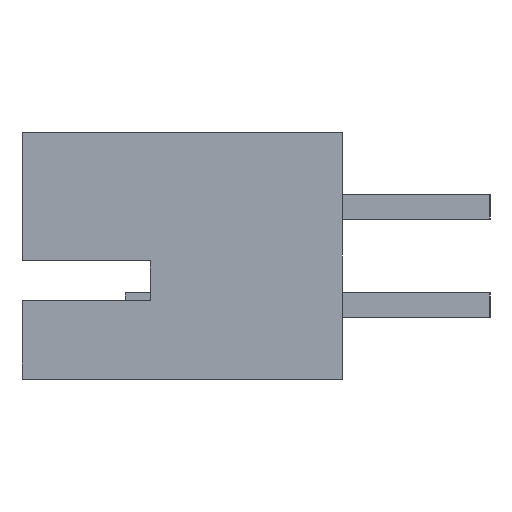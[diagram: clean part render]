
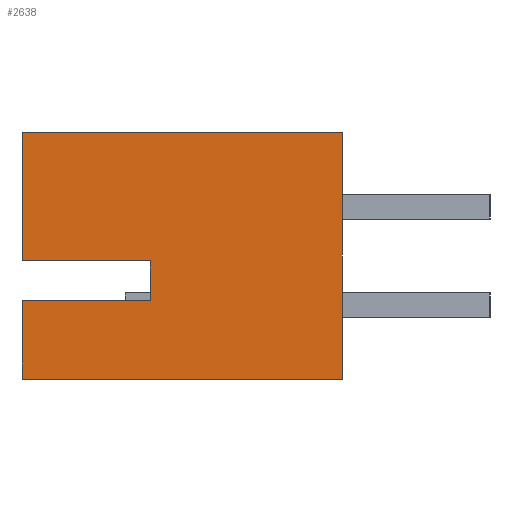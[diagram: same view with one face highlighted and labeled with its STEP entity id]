
A CAD part, left-side view. The second image highlights one B-rep face of the part: STEP entity #2638.
In plain terms, the highlighted planar face has unit normal (-1, 0, 0).
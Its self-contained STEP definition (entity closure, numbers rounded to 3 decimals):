
#1918 = CARTESIAN_POINT ( 'NONE',  ( -10.95, 6.5, -0.9 ) ) ;
#1919 = DIRECTION ( 'NONE',  ( 0., 0., 1. ) ) ;
#1920 = VECTOR ( 'NONE', #1919, 1000. ) ;
#1921 = CARTESIAN_POINT ( 'NONE',  ( -10.95, 6.5, 2.5 ) ) ;
#1922 = LINE ( 'NONE', #1921, #1920 ) ;
#1975 = CARTESIAN_POINT ( 'NONE',  ( -10.95, 6.5, -0.1 ) ) ;
#1992 = CARTESIAN_POINT ( 'NONE',  ( -10.95, 6.5, -2.5 ) ) ;
#2405 = EDGE_CURVE ( 'NONE', #2541, #2425, #5400, .T. ) ;
#2425 = VERTEX_POINT ( 'NONE', #5479 ) ;
#2534 = EDGE_CURVE ( 'NONE', #10169, #2541, #5694, .T. ) ;
#2541 = VERTEX_POINT ( 'NONE', #5674 ) ;
#2592 = ORIENTED_EDGE ( 'NONE', *, *, #2647, .F. ) ;
#2595 = ORIENTED_EDGE ( 'NONE', *, *, #10144, .F. ) ;
#2596 = ORIENTED_EDGE ( 'NONE', *, *, #2603, .F. ) ;
#2603 = EDGE_CURVE ( 'NONE', #2650, #2635, #5828, .T. ) ;
#2605 = ORIENTED_EDGE ( 'NONE', *, *, #2534, .F. ) ;
#2618 = ORIENTED_EDGE ( 'NONE', *, *, #2405, .F. ) ;
#2629 = EDGE_LOOP ( 'NONE', ( #2592, #2595, #2637, #2646, #2618, #2605, #2643, #2596 ) ) ;
#2635 = VERTEX_POINT ( 'NONE', #5928 ) ;
#2637 = ORIENTED_EDGE ( 'NONE', *, *, #2799, .F. ) ;
#2638 = ADVANCED_FACE ( 'NONE', ( #5926 ), #5993, .T. ) ;
#2642 = EDGE_CURVE ( 'NONE', #2635, #10169, #5984, .T. ) ;
#2643 = ORIENTED_EDGE ( 'NONE', *, *, #2642, .F. ) ;
#2646 = ORIENTED_EDGE ( 'NONE', *, *, #2856, .F. ) ;
#2647 = EDGE_CURVE ( 'NONE', #10146, #2650, #5980, .T. ) ;
#2650 = VERTEX_POINT ( 'NONE', #5974 ) ;
#2799 = EDGE_CURVE ( 'NONE', #2826, #10160, #6236, .T. ) ;
#2826 = VERTEX_POINT ( 'NONE', #6268 ) ;
#2856 = EDGE_CURVE ( 'NONE', #2425, #2826, #6345, .T. ) ;
#5397 = DIRECTION ( 'NONE',  ( 0., -1., 0. ) ) ;
#5398 = VECTOR ( 'NONE', #5397, 1000. ) ;
#5399 = CARTESIAN_POINT ( 'NONE',  ( -10.95, 0., 2.5 ) ) ;
#5400 = LINE ( 'NONE', #5399, #5398 ) ;
#5479 = CARTESIAN_POINT ( 'NONE',  ( -10.95, 0., 2.5 ) ) ;
#5674 = CARTESIAN_POINT ( 'NONE',  ( -10.95, 6.5, 2.5 ) ) ;
#5691 = DIRECTION ( 'NONE',  ( 0., 0., 1. ) ) ;
#5692 = VECTOR ( 'NONE', #5691, 1000. ) ;
#5693 = CARTESIAN_POINT ( 'NONE',  ( -10.95, 6.5, 2.5 ) ) ;
#5694 = LINE ( 'NONE', #5693, #5692 ) ;
#5825 = DIRECTION ( 'NONE',  ( 0., 0., 1. ) ) ;
#5826 = VECTOR ( 'NONE', #5825, 1000. ) ;
#5827 = CARTESIAN_POINT ( 'NONE',  ( -10.95, 3.9, -0.9 ) ) ;
#5828 = LINE ( 'NONE', #5827, #5826 ) ;
#5926 = FACE_OUTER_BOUND ( 'NONE', #2629, .T. ) ;
#5928 = CARTESIAN_POINT ( 'NONE',  ( -10.95, 3.9, -0.1 ) ) ;
#5974 = CARTESIAN_POINT ( 'NONE',  ( -10.95, 3.9, -0.9 ) ) ;
#5977 = DIRECTION ( 'NONE',  ( 0., -1., 0. ) ) ;
#5978 = VECTOR ( 'NONE', #5977, 1000. ) ;
#5979 = CARTESIAN_POINT ( 'NONE',  ( -10.95, 6.5, -0.9 ) ) ;
#5980 = LINE ( 'NONE', #5979, #5978 ) ;
#5981 = DIRECTION ( 'NONE',  ( 0., 1., 0. ) ) ;
#5982 = VECTOR ( 'NONE', #5981, 1000. ) ;
#5983 = CARTESIAN_POINT ( 'NONE',  ( -10.95, 6.5, -0.1 ) ) ;
#5984 = LINE ( 'NONE', #5983, #5982 ) ;
#5989 = DIRECTION ( 'NONE',  ( 0., 0., 1. ) ) ;
#5990 = DIRECTION ( 'NONE',  ( -1., 0., 0. ) ) ;
#5991 = CARTESIAN_POINT ( 'NONE',  ( -10.95, 6.5, 2.5 ) ) ;
#5992 = AXIS2_PLACEMENT_3D ( 'NONE', #5991, #5990, #5989 ) ;
#5993 = PLANE ( 'NONE',  #5992 ) ;
#6233 = DIRECTION ( 'NONE',  ( 0., 1., 0. ) ) ;
#6234 = VECTOR ( 'NONE', #6233, 1000. ) ;
#6235 = CARTESIAN_POINT ( 'NONE',  ( -10.95, 0., -2.5 ) ) ;
#6236 = LINE ( 'NONE', #6235, #6234 ) ;
#6268 = CARTESIAN_POINT ( 'NONE',  ( -10.95, 0., -2.5 ) ) ;
#6342 = DIRECTION ( 'NONE',  ( 0., 0., -1. ) ) ;
#6343 = VECTOR ( 'NONE', #6342, 1000. ) ;
#6344 = CARTESIAN_POINT ( 'NONE',  ( -10.95, 0., 2.5 ) ) ;
#6345 = LINE ( 'NONE', #6344, #6343 ) ;
#10144 = EDGE_CURVE ( 'NONE', #10160, #10146, #1922, .T. ) ;
#10146 = VERTEX_POINT ( 'NONE', #1918 ) ;
#10160 = VERTEX_POINT ( 'NONE', #1992 ) ;
#10169 = VERTEX_POINT ( 'NONE', #1975 ) ;
